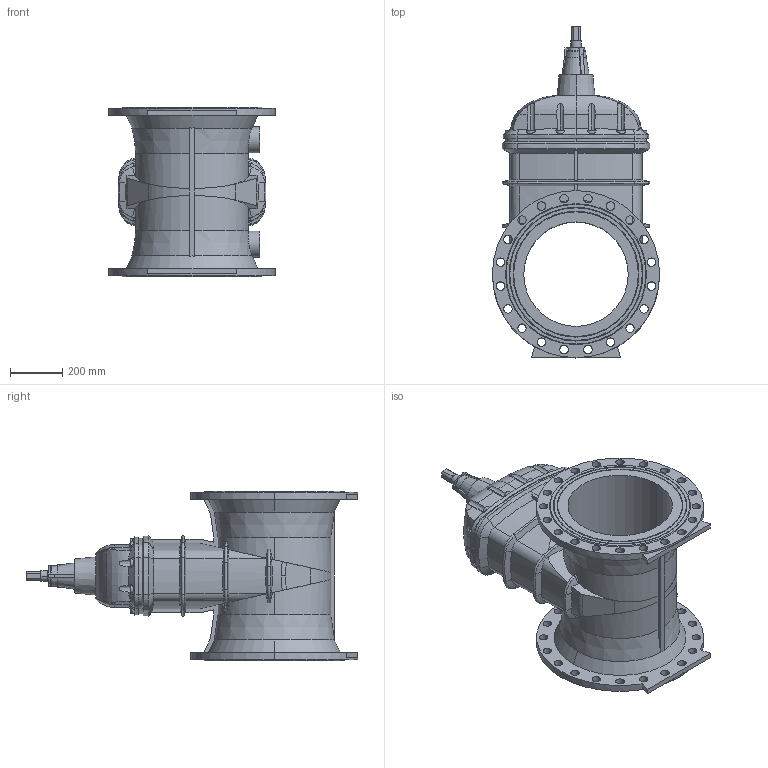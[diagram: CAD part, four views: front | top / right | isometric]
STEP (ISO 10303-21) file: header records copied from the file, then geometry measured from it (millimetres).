
FILE_DESCRIPTION (( 'STEP AP203' ), '1' );
FILE_NAME ('O_02_60_DN450.STEP', '2015-01-29T06:38:40', ( '' ), ( '' ), 'SwSTEP 2.0', 'SolidWorks 2012', '' );
FILE_SCHEMA (( 'CONFIG_CONTROL_DESIGN' ));
Length unit declared in the file: millimetre
Products named in the file (1): O_02_60_DN450
Bounding box: 640 x 1271 x 650 mm (x, y, z)
Volume: 92111228.4 mm3; surface area: 3516265.4 mm2
Topology: 1 solids, 1 shells, 525 faces, 1390 edges, 877 vertices
Faces by surface type: cone 190, cylinder 173, plane 98, torus 60, bspline 4
Entity records: 19434 total; most frequent: CARTESIAN_POINT 6517, ORIENTED_EDGE 2772, DIRECTION 2649, EDGE_CURVE 1386, AXIS2_PLACEMENT_3D 1115, VERTEX_POINT 877, EDGE_LOOP 621, CIRCLE 593
